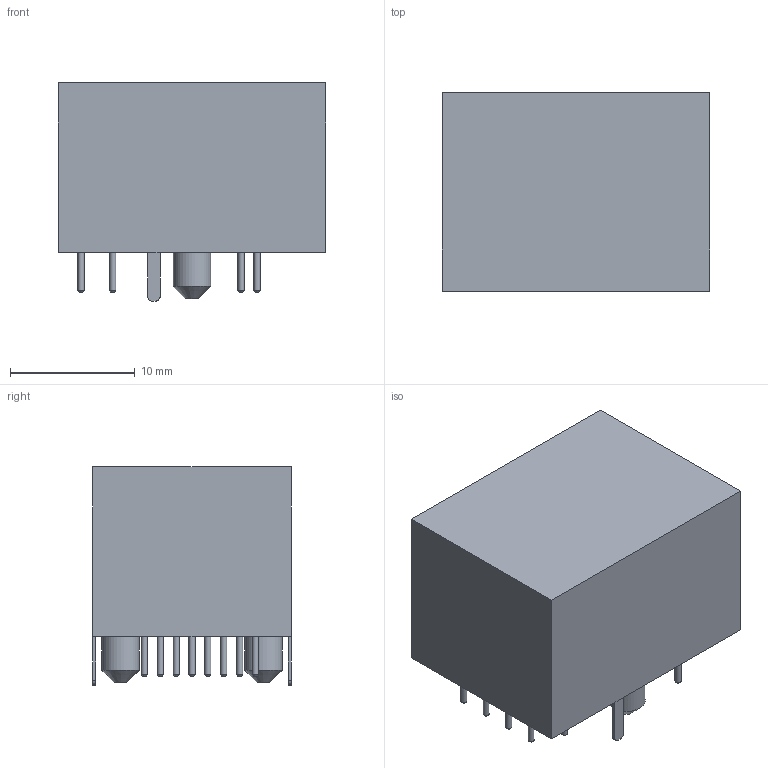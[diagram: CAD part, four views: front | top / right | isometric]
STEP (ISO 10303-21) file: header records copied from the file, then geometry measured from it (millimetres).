
FILE_DESCRIPTION(('FreeCAD Model'),'2;1');
FILE_NAME('rj45-ethernet-PCB-with-leds-EDAC-1626.step','2016-12-07T19:34:19',('Daniel Sallin'),( 'Daniel-STP'),'Open CASCADE STEP processor 6.8','FreeCAD','Unknown' );
FILE_SCHEMA(('AUTOMOTIVE_DESIGN_CC2 { 1 2 10303 214 -1 1 5 4 }'));
Length unit declared in the file: millimetre
Products named in the file (2): ASSEMBLY; Chamfer-pins
Assembly tree (1 placements, depth 2):
  ASSEMBLY
    Chamfer-pins
Bounding box: 21.4 x 15.9 x 17.48 mm (x, y, z)
Volume: 3552.6 mm3; surface area: 2332.2 mm2
Topology: 1 solids, 1 shells, 75 faces, 156 edges, 98 vertices
Faces by surface type: plane 43, cylinder 18, cone 14
Full cylindrical faces by diameter (mm): 0.5 x12, 3 x2
Entity records: 4111 total; most frequent: CARTESIAN_POINT 863, DIRECTION 612, LINE 354, VECTOR 354, ORIENTED_EDGE 312, PCURVE 312, DEFINITIONAL_REPRESENTATION 312, EDGE_CURVE 156
